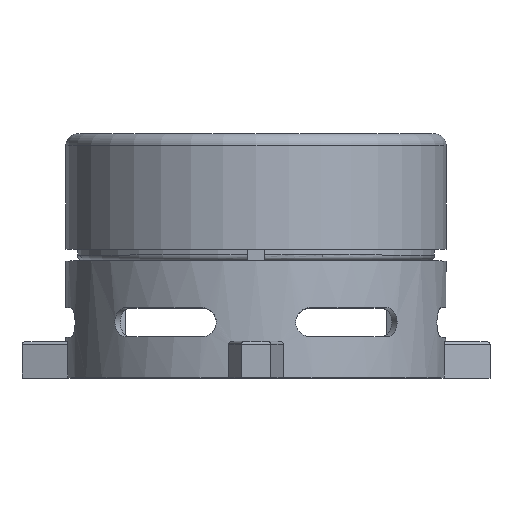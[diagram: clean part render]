
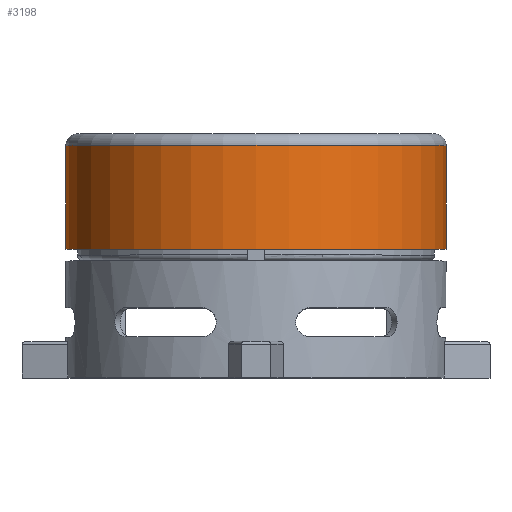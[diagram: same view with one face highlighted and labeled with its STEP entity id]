
A CAD part, top view. The second image highlights one B-rep face of the part: STEP entity #3198.
In plain terms, the highlighted cylindrical face has radius 65 mm (diameter 130 mm), a full revolution.
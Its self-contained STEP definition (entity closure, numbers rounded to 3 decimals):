
#201=FACE_OUTER_BOUND('',#357,.T.);
#357=EDGE_LOOP('',(#2138,#2139,#2140,#2141,#2142));
#559=LINE('',#4712,#829);
#829=VECTOR('',#3754,65.);
#1107=CIRCLE('',#3380,65.);
#1108=CIRCLE('',#3381,65.);
#1110=CIRCLE('',#3384,65.);
#1289=VERTEX_POINT('',#4704);
#1290=VERTEX_POINT('',#4706);
#1291=VERTEX_POINT('',#4711);
#1629=EDGE_CURVE('',#1289,#1290,#1107,.T.);
#1630=EDGE_CURVE('',#1290,#1289,#1108,.T.);
#1632=EDGE_CURVE('',#1290,#1291,#559,.T.);
#1633=EDGE_CURVE('',#1291,#1291,#1110,.T.);
#2138=ORIENTED_EDGE('',*,*,#1630,.F.);
#2139=ORIENTED_EDGE('',*,*,#1632,.T.);
#2140=ORIENTED_EDGE('',*,*,#1633,.F.);
#2141=ORIENTED_EDGE('',*,*,#1632,.F.);
#2142=ORIENTED_EDGE('',*,*,#1629,.F.);
#3124=CYLINDRICAL_SURFACE('',#3383,65.);
#3198=ADVANCED_FACE('',(#201),#3124,.T.);
#3380=AXIS2_PLACEMENT_3D('',#4707,#3746,#3747);
#3381=AXIS2_PLACEMENT_3D('',#4708,#3748,#3749);
#3383=AXIS2_PLACEMENT_3D('',#4710,#3752,#3753);
#3384=AXIS2_PLACEMENT_3D('',#4713,#3755,#3756);
#3746=DIRECTION('center_axis',(0.,1.,0.));
#3747=DIRECTION('ref_axis',(1.,0.,0.));
#3748=DIRECTION('center_axis',(0.,1.,0.));
#3749=DIRECTION('ref_axis',(1.,0.,0.));
#3752=DIRECTION('center_axis',(0.,1.,0.));
#3753=DIRECTION('ref_axis',(1.,0.,0.));
#3754=DIRECTION('',(0.,-1.,0.));
#3755=DIRECTION('center_axis',(0.,-1.,0.));
#3756=DIRECTION('ref_axis',(1.,0.,0.));
#4704=CARTESIAN_POINT('',(0.,35.5,-65.));
#4706=CARTESIAN_POINT('',(-65.,35.5,0.));
#4707=CARTESIAN_POINT('Origin',(0.,35.5,0.));
#4708=CARTESIAN_POINT('Origin',(0.,35.5,0.));
#4710=CARTESIAN_POINT('Origin',(0.,0.,0.));
#4711=CARTESIAN_POINT('',(-65.,0.,0.));
#4712=CARTESIAN_POINT('',(-65.,0.,0.));
#4713=CARTESIAN_POINT('Origin',(0.,0.,0.));
